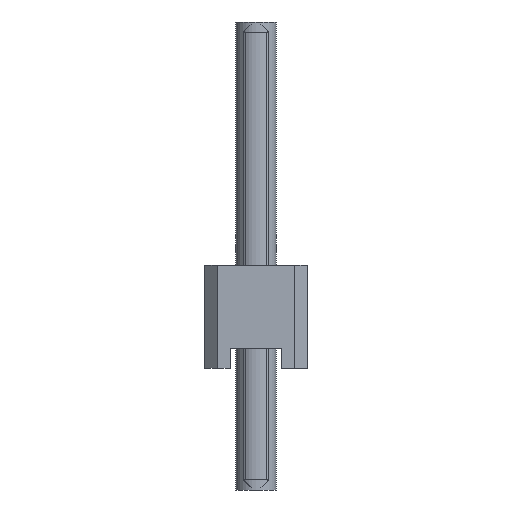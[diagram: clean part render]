
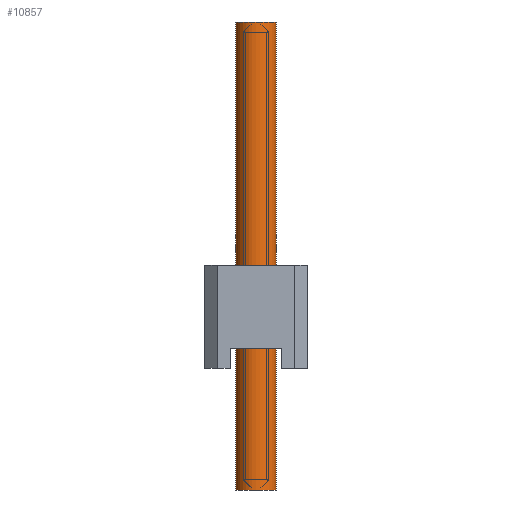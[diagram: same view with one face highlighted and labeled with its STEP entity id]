
A CAD part, left-side view. The second image highlights one B-rep face of the part: STEP entity #10857.
In plain terms, the highlighted cylindrical face has radius 0.5 mm (diameter 1 mm), a full revolution.
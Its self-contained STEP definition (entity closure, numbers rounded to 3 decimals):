
#171=CIRCLE('',#11454,0.5);
#172=CIRCLE('',#11455,0.5);
#480=CYLINDRICAL_SURFACE('',#11453,0.5);
#741=ORIENTED_EDGE('',*,*,#3935,.F.);
#742=ORIENTED_EDGE('',*,*,#3936,.T.);
#3935=EDGE_CURVE('',#5541,#5541,#171,.T.);
#3936=EDGE_CURVE('',#5542,#5542,#172,.T.);
#5541=VERTEX_POINT('',#15521);
#5542=VERTEX_POINT('',#15523);
#9225=EDGE_LOOP('',(#741));
#9226=EDGE_LOOP('',(#742));
#9845=FACE_BOUND('',#9225,.T.);
#9846=FACE_BOUND('',#9226,.T.);
#10857=ADVANCED_FACE('',(#9845,#9846),#480,.F.);
#11453=AXIS2_PLACEMENT_3D('',#15519,#12418,#12419);
#11454=AXIS2_PLACEMENT_3D('',#15520,#12420,#12421);
#11455=AXIS2_PLACEMENT_3D('',#15522,#12422,#12423);
#12418=DIRECTION('',(0.,0.,1.));
#12419=DIRECTION('',(1.,0.,0.));
#12420=DIRECTION('',(0.,0.,-1.));
#12421=DIRECTION('',(1.,0.,0.));
#12422=DIRECTION('',(0.,0.,-1.));
#12423=DIRECTION('',(1.,0.,0.));
#15519=CARTESIAN_POINT('',(0.,0.,0.));
#15520=CARTESIAN_POINT('',(0.,0.,11.54));
#15521=CARTESIAN_POINT('',(0.5,0.,11.54));
#15522=CARTESIAN_POINT('',(0.,0.,0.));
#15523=CARTESIAN_POINT('',(0.5,0.,0.));
